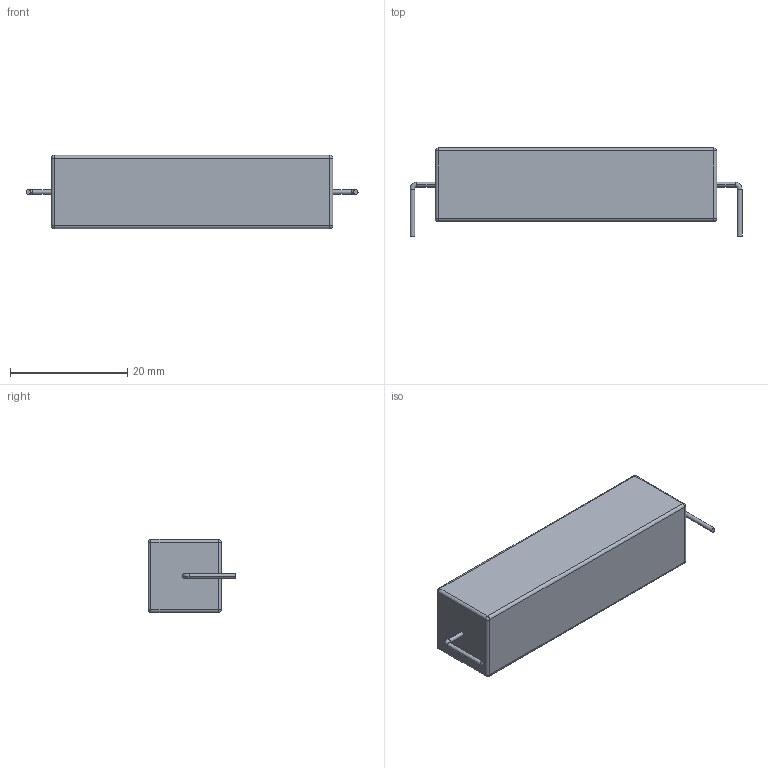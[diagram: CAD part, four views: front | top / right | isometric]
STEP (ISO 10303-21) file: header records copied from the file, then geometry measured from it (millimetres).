
FILE_DESCRIPTION (( 'STEP AP203' ), '1' );
FILE_NAME ('R_Power_L48.0_W12.5_P55.88_Horizontal.STEP', '2024-03-02T10:15:21', ( '' ), ( '' ), 'SwSTEP 2.0', 'SolidWorks 2018', '' );
FILE_SCHEMA (( 'CONFIG_CONTROL_DESIGN' ));
Length unit declared in the file: millimetre
Products named in the file (1): R_Power_L48.0_W12.5_P55.88_Horizontal
Bounding box: 56.6 x 15 x 12.5 mm (x, y, z)
Volume: 7496.9 mm3; surface area: 2711.5 mm2
Topology: 1 solids, 1 shells, 40 faces, 88 edges, 44 vertices
Faces by surface type: cylinder 20, plane 8, sphere 8, torus 4
Entity records: 1105 total; most frequent: DIRECTION 210, CARTESIAN_POINT 165, ORIENTED_EDGE 160, AXIS2_PLACEMENT_3D 89, EDGE_CURVE 80, CIRCLE 48, VERTEX_POINT 44, EDGE_LOOP 42
